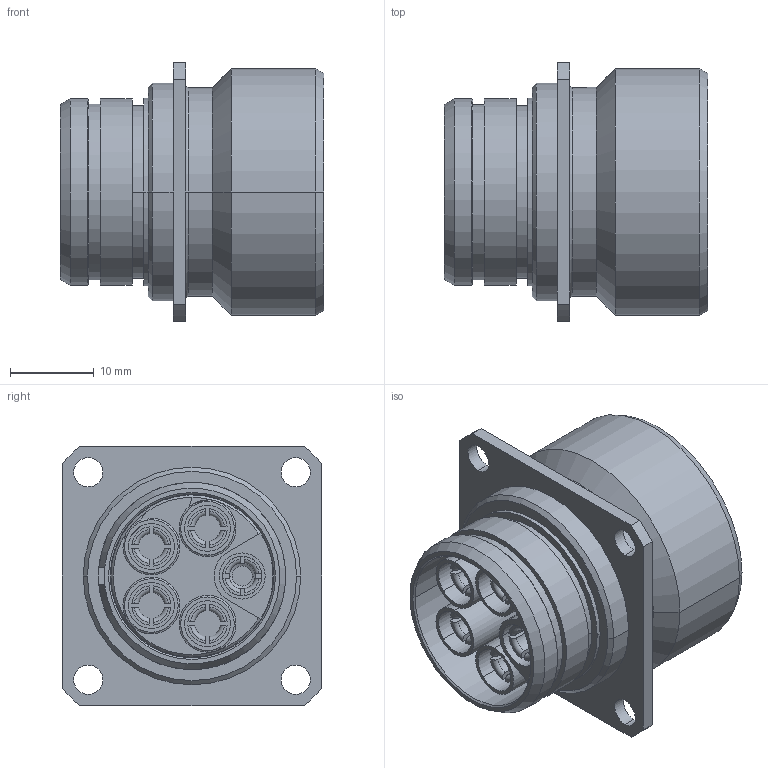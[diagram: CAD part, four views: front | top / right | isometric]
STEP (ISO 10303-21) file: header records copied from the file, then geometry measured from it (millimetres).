
FILE_DESCRIPTION((''),'2;1');
FILE_NAME('1331ER405FS','2024-08-23T08:31:01',('paultorloting'),('NET AG system integration'),'CREO PARAMETRIC BY PTC INC, 2021404','CREO PARAMETRIC BY PTC INC, 2021404','');
FILE_SCHEMA(('AUTOMOTIVE_DESIGN { 1 0 10303 214 1 1 1 1 }'));
Length unit declared in the file: millimetre
Products named in the file (1): 1331ER405FS
Bounding box: 31.5 x 31 x 31 mm (x, y, z)
Volume: 11619.5 mm3; surface area: 12899.4 mm2
Topology: 2 solids, 2 shells, 443 faces, 1070 edges, 680 vertices
Faces by surface type: cylinder 187, plane 152, torus 52, cone 46, bspline 6
Entity records: 21542 total; most frequent: CARTESIAN_POINT 7740, DIRECTION 2296, ORIENTED_EDGE 2140, EDGE_CURVE 1070, AXIS2_PLACEMENT_3D 920, VERTEX_POINT 680, EDGE_LOOP 512, CIRCLE 473
